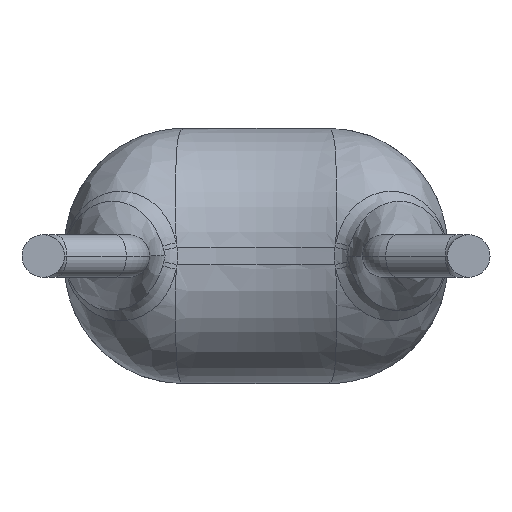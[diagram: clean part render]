
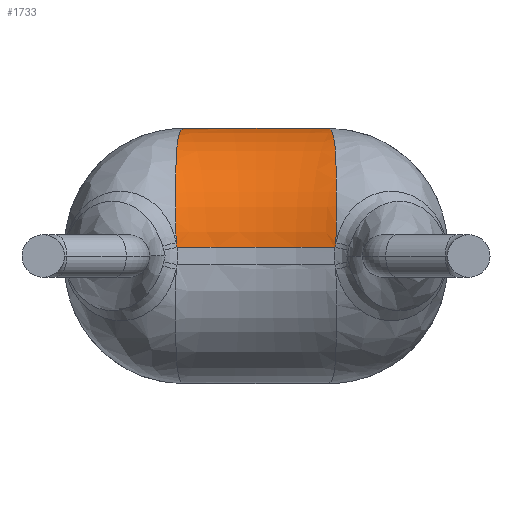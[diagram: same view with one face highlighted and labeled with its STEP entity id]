
A CAD part, front view. The second image highlights one B-rep face of the part: STEP entity #1733.
In plain terms, the highlighted toroidal (fillet/blend) face has major radius 4.431 mm and minor radius 1.4 mm.
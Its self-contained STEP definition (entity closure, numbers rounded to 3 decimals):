
#73 = VERTEX_POINT ( 'NONE', #2545 ) ;
#90 = CARTESIAN_POINT ( 'NONE',  ( -0.876, 3.136, 1.5 ) ) ;
#176 = CARTESIAN_POINT ( 'NONE',  ( -0.94, 1.852, 0.156 ) ) ;
#188 = CARTESIAN_POINT ( 'NONE',  ( 0., -1.031, 0.1 ) ) ;
#200 = CARTESIAN_POINT ( 'NONE',  ( 0.926, 1.855, 0.1 ) ) ;
#230 = CARTESIAN_POINT ( 'NONE',  ( 0.94, 1.86, 0.34 ) ) ;
#244 = CARTESIAN_POINT ( 'NONE',  ( 0., -1.031, 0.1 ) ) ;
#254 = CARTESIAN_POINT ( 'NONE',  ( 0.94, 1.852, 0.156 ) ) ;
#270 = CARTESIAN_POINT ( 'NONE',  ( -0.85, 3.318, 1.5 ) ) ;
#297 = EDGE_CURVE ( 'NONE', #2628, #355, #934, .T. ) ;
#326 = CARTESIAN_POINT ( 'NONE',  ( -0.943, 2.066, 0.854 ) ) ;
#337 = CARTESIAN_POINT ( 'NONE',  ( -0.934, 2.452, 1.245 ) ) ;
#355 = VERTEX_POINT ( 'NONE', #2300 ) ;
#414 = DIRECTION ( 'NONE',  ( -1., 0., 0. ) ) ;
#432 = EDGE_CURVE ( 'NONE', #2564, #1203, #1289, .T. ) ;
#459 = TOROIDAL_SURFACE ( 'NONE', #1644, 4.431, 1.4 ) ;
#461 = CARTESIAN_POINT ( 'NONE',  ( 0.926, 2.612, 1.34 ) ) ;
#474 = CARTESIAN_POINT ( 'NONE',  ( 0.943, 2.066, 0.854 ) ) ;
#483 = ORIENTED_EDGE ( 'NONE', *, *, #2507, .T. ) ;
#535 = CARTESIAN_POINT ( 'NONE',  ( -0.942, 1.906, 0.523 ) ) ;
#568 = CARTESIAN_POINT ( 'NONE',  ( -0.93, 1.854, 0.119 ) ) ;
#584 = CARTESIAN_POINT ( 'NONE',  ( -0.934, 1.853, 0.138 ) ) ;
#612 = DIRECTION ( 'NONE',  ( 0., 0., 1. ) ) ;
#665 = CARTESIAN_POINT ( 'NONE',  ( -0.926, 1.855, 0.1 ) ) ;
#700 = EDGE_CURVE ( 'NONE', #2564, #1612, #2689, .T. ) ;
#726 = CARTESIAN_POINT ( 'NONE',  ( -0.94, 1.852, 0.156 ) ) ;
#777 = EDGE_CURVE ( 'NONE', #2628, #73, #1830, .T. ) ;
#824 = B_SPLINE_CURVE_WITH_KNOTS ( 'NONE', 3,
 ( #254, #230, #883, #474, #2562, #2350, #461, #1095, #2573, #905 ),
 .UNSPECIFIED., .F., .F.,
 ( 4, 2, 2, 2, 4 ),
 ( 0., 0.001, 0.001, 0.002, 0.002 ),
 .UNSPECIFIED. ) ;
#862 = DIRECTION ( 'NONE',  ( -1., 0., 0. ) ) ;
#880 = EDGE_LOOP ( 'NONE', ( #2265, #483, #1682, #2308, #1294, #1572 ) ) ;
#883 = CARTESIAN_POINT ( 'NONE',  ( 0.942, 1.906, 0.523 ) ) ;
#905 = CARTESIAN_POINT ( 'NONE',  ( 0.85, 3.318, 1.5 ) ) ;
#934 = CIRCLE ( 'NONE', #1325, 4.431 ) ;
#981 = CARTESIAN_POINT ( 'NONE',  ( -0.926, 1.855, 0.1 ) ) ;
#1003 = CARTESIAN_POINT ( 'NONE',  ( 0., -1.031, 1.5 ) ) ;
#1034 = DIRECTION ( 'NONE',  ( -1., 0., 0. ) ) ;
#1095 = CARTESIAN_POINT ( 'NONE',  ( 0.897, 2.952, 1.467 ) ) ;
#1203 = VERTEX_POINT ( 'NONE', #665 ) ;
#1289 = CIRCLE ( 'NONE', #2566, 3.031 ) ;
#1294 = ORIENTED_EDGE ( 'NONE', *, *, #1790, .T. ) ;
#1325 = AXIS2_PLACEMENT_3D ( 'NONE', #1003, #2035, #414 ) ;
#1363 = CARTESIAN_POINT ( 'NONE',  ( 0.94, 1.852, 0.156 ) ) ;
#1376 = CARTESIAN_POINT ( 'NONE',  ( -0.943, 2.179, 1.002 ) ) ;
#1503 = DIRECTION ( 'NONE',  ( 0., 0., -1. ) ) ;
#1572 = ORIENTED_EDGE ( 'NONE', *, *, #297, .F. ) ;
#1612 = VERTEX_POINT ( 'NONE', #2493 ) ;
#1644 = AXIS2_PLACEMENT_3D ( 'NONE', #244, #1503, #862 ) ;
#1682 = ORIENTED_EDGE ( 'NONE', *, *, #432, .F. ) ;
#1733 = ADVANCED_FACE ( 'NONE', ( #2374 ), #459, .T. ) ;
#1790 = EDGE_CURVE ( 'NONE', #1612, #355, #824, .T. ) ;
#1803 = CARTESIAN_POINT ( 'NONE',  ( -0.926, 2.612, 1.34 ) ) ;
#1830 = B_SPLINE_CURVE_WITH_KNOTS ( 'NONE', 3,
 ( #1983, #90, #2412, #1803, #337, #1376, #326, #535, #2648, #726 ),
 .UNSPECIFIED., .F., .F.,
 ( 4, 2, 2, 2, 4 ),
 ( 0., 0.001, 0.001, 0.002, 0.002 ),
 .UNSPECIFIED. ) ;
#1880 = CARTESIAN_POINT ( 'NONE',  ( 0.926, 1.855, 0.1 ) ) ;
#1983 = CARTESIAN_POINT ( 'NONE',  ( -0.85, 3.318, 1.5 ) ) ;
#2035 = DIRECTION ( 'NONE',  ( 0., 0., -1. ) ) ;
#2182 = B_SPLINE_CURVE_WITH_KNOTS ( 'NONE', 3,
 ( #176, #584, #568, #981 ),
 .UNSPECIFIED., .F., .F.,
 ( 4, 4 ),
 ( 0., 0. ),
 .UNSPECIFIED. ) ;
#2265 = ORIENTED_EDGE ( 'NONE', *, *, #777, .T. ) ;
#2300 = CARTESIAN_POINT ( 'NONE',  ( 0.85, 3.318, 1.5 ) ) ;
#2308 = ORIENTED_EDGE ( 'NONE', *, *, #700, .T. ) ;
#2350 = CARTESIAN_POINT ( 'NONE',  ( 0.934, 2.452, 1.245 ) ) ;
#2374 = FACE_OUTER_BOUND ( 'NONE', #880, .T. ) ;
#2387 = CARTESIAN_POINT ( 'NONE',  ( 0.93, 1.854, 0.119 ) ) ;
#2412 = CARTESIAN_POINT ( 'NONE',  ( -0.897, 2.952, 1.467 ) ) ;
#2440 = CARTESIAN_POINT ( 'NONE',  ( 0.934, 1.853, 0.138 ) ) ;
#2493 = CARTESIAN_POINT ( 'NONE',  ( 0.94, 1.852, 0.156 ) ) ;
#2507 = EDGE_CURVE ( 'NONE', #73, #1203, #2182, .T. ) ;
#2545 = CARTESIAN_POINT ( 'NONE',  ( -0.94, 1.852, 0.156 ) ) ;
#2562 = CARTESIAN_POINT ( 'NONE',  ( 0.943, 2.179, 1.002 ) ) ;
#2564 = VERTEX_POINT ( 'NONE', #1880 ) ;
#2566 = AXIS2_PLACEMENT_3D ( 'NONE', #188, #612, #1034 ) ;
#2573 = CARTESIAN_POINT ( 'NONE',  ( 0.876, 3.136, 1.5 ) ) ;
#2628 = VERTEX_POINT ( 'NONE', #270 ) ;
#2648 = CARTESIAN_POINT ( 'NONE',  ( -0.94, 1.86, 0.34 ) ) ;
#2689 = B_SPLINE_CURVE_WITH_KNOTS ( 'NONE', 3,
 ( #200, #2387, #2440, #1363 ),
 .UNSPECIFIED., .F., .F.,
 ( 4, 4 ),
 ( 0., 0. ),
 .UNSPECIFIED. ) ;
